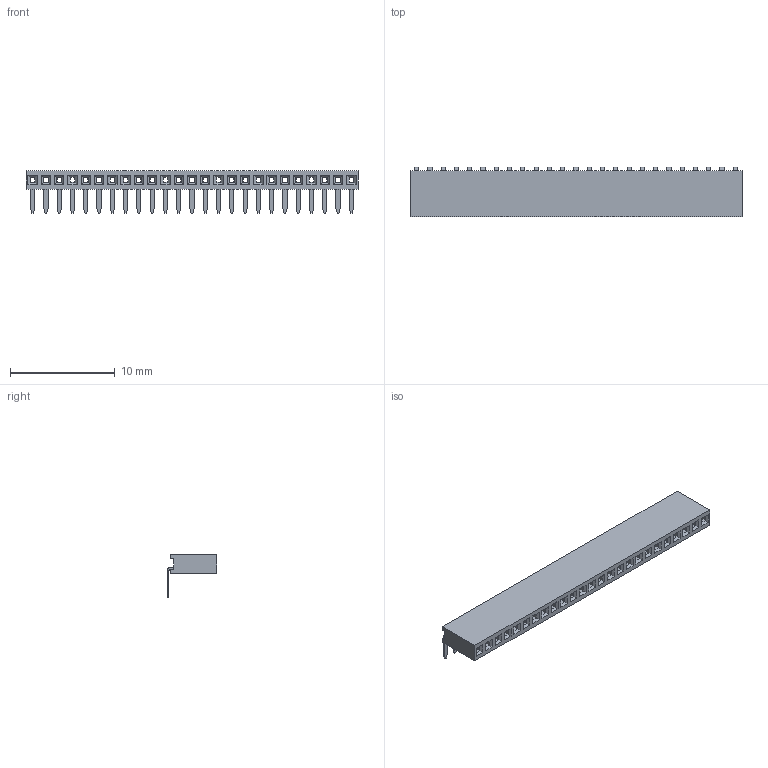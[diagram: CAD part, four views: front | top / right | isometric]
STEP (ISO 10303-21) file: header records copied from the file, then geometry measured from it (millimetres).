
FILE_DESCRIPTION(('STEP AP214'), '1');
FILE_NAME('PBS1.27-R', '', ('UNSPECIFIED'), ('UNSPECIFIED'), 'ASCON STEP Converter 1.6', 'ASCON Math Kernel', '');
FILE_SCHEMA(('AUTOMOTIVE_DESIGN { 1 0 10303 214 3 1 1}'));
Length unit declared in the file: millimetre
Bounding box: 31.75 x 4.7 x 4.1 mm (x, y, z)
Volume: 180.7 mm3; surface area: 1271.9 mm2
Topology: 26 solids, 26 shells, 1485 faces, 3999 edges, 2566 vertices
Faces by surface type: plane 1260, cylinder 225
Entity records: 57733 total; most frequent: CARTESIAN_POINT 8051, ORIENTED_EDGE 7998, DIRECTION 7421, EDGE_CURVE 3999, LINE 3549, VECTOR 3549, VERTEX_POINT 2566, AXIS2_PLACEMENT_3D 1936
